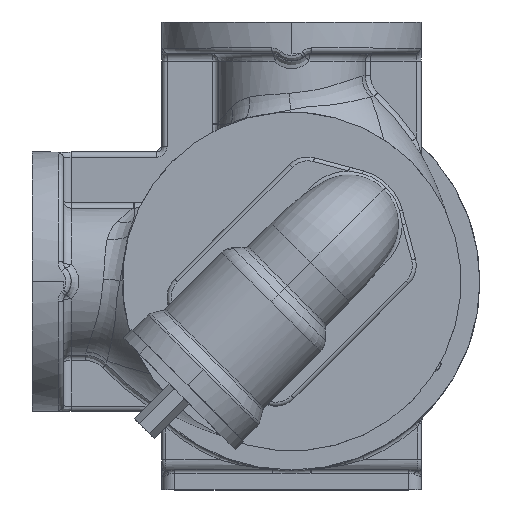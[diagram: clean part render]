
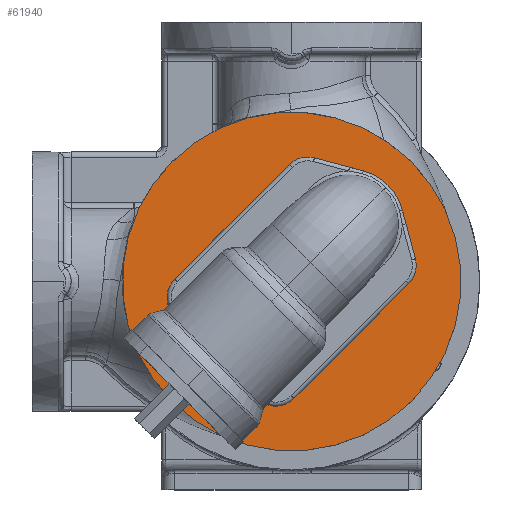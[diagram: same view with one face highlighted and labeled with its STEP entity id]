
A CAD part, top view. The second image highlights one B-rep face of the part: STEP entity #61940.
In plain terms, the highlighted planar face has unit normal (0, 0, 1).
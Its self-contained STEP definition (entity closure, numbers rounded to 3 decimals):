
#14293=CARTESIAN_POINT('',(0.,0.,178.5));
#14294=DIRECTION('',(0.,0.,1.));
#14295=DIRECTION('',(0.707,-0.707,0.));
#14296=AXIS2_PLACEMENT_3D('',#14293,#14294,#14295);
#14795=CARTESIAN_POINT('',(0.,0.,178.5));
#14796=DIRECTION('',(0.,0.,1.));
#14797=DIRECTION('',(-0.707,0.707,0.));
#14798=AXIS2_PLACEMENT_3D('',#14795,#14796,#14797);
#14809=DIRECTION('',(0.966,-0.259,0.));
#14810=VECTOR('',#14809,38.971);
#14811=CARTESIAN_POINT('',(17.447,94.944,178.5));
#14812=LINE('',#14811,#14810);
#14813=CARTESIAN_POINT('',(12.374,76.014,178.5));
#14814=DIRECTION('',(0.,0.,1.));
#14815=DIRECTION('',(0.259,0.966,0.));
#14816=AXIS2_PLACEMENT_3D('',#14813,#14814,#14815);
#14818=DIRECTION('',(0.707,0.707,0.));
#14819=VECTOR('',#14818,125.);
#14820=CARTESIAN_POINT('',(-89.872,1.484,178.5));
#14821=LINE('',#14820,#14819);
#14822=CARTESIAN_POINT('',(-76.014,-12.374,178.5));
#14823=DIRECTION('',(0.,0.,1.));
#14824=DIRECTION('',(-0.707,0.707,0.));
#14825=AXIS2_PLACEMENT_3D('',#14822,#14823,#14824);
#14827=DIRECTION('',(-0.259,0.966,0.));
#14828=VECTOR('',#14827,38.971);
#14829=CARTESIAN_POINT('',(-84.858,-55.09,178.5));
#14830=LINE('',#14829,#14828);
#14831=CARTESIAN_POINT('',(-44.194,-44.194,178.5));
#14832=DIRECTION('',(0.,0.,1.));
#14833=DIRECTION('',(-0.966,-0.259,0.));
#14834=AXIS2_PLACEMENT_3D('',#14831,#14832,#14833);
#14836=DIRECTION('',(-0.966,0.259,0.));
#14837=VECTOR('',#14836,38.971);
#14838=CARTESIAN_POINT('',(-17.447,-94.944,178.5));
#14839=LINE('',#14838,#14837);
#14840=CARTESIAN_POINT('',(-12.374,-76.014,178.5));
#14841=DIRECTION('',(0.,0.,1.));
#14842=DIRECTION('',(-0.259,-0.966,0.));
#14843=AXIS2_PLACEMENT_3D('',#14840,#14841,#14842);
#14845=DIRECTION('',(-0.707,-0.707,0.));
#14846=VECTOR('',#14845,125.);
#14847=CARTESIAN_POINT('',(89.872,-1.484,178.5));
#14848=LINE('',#14847,#14846);
#14849=CARTESIAN_POINT('',(76.014,12.374,178.5));
#14850=DIRECTION('',(0.,0.,1.));
#14851=DIRECTION('',(0.707,-0.707,0.));
#14852=AXIS2_PLACEMENT_3D('',#14849,#14850,#14851);
#14854=DIRECTION('',(0.259,-0.966,0.));
#14855=VECTOR('',#14854,38.971);
#14856=CARTESIAN_POINT('',(84.858,55.09,178.5));
#14857=LINE('',#14856,#14855);
#14858=CARTESIAN_POINT('',(44.194,44.194,178.5));
#14859=DIRECTION('',(0.,0.,1.));
#14860=DIRECTION('',(0.966,0.259,0.));
#14861=AXIS2_PLACEMENT_3D('',#14858,#14859,#14860);
#21647=CARTESIAN_POINT('',(92.277,-92.277,178.5));
#21648=CARTESIAN_POINT('',(-92.277,92.277,178.5));
#21649=VERTEX_POINT('',#21647);
#21650=VERTEX_POINT('',#21648);
#21869=CARTESIAN_POINT('',(17.447,94.944,178.5));
#21870=CARTESIAN_POINT('',(55.09,84.858,178.5));
#21871=VERTEX_POINT('',#21869);
#21872=VERTEX_POINT('',#21870);
#21873=CARTESIAN_POINT('',(-1.484,89.872,178.5));
#21874=VERTEX_POINT('',#21873);
#21875=CARTESIAN_POINT('',(-89.872,1.484,178.5));
#21876=VERTEX_POINT('',#21875);
#21877=CARTESIAN_POINT('',(-94.944,-17.447,178.5));
#21878=VERTEX_POINT('',#21877);
#21879=CARTESIAN_POINT('',(-84.858,-55.09,178.5));
#21880=VERTEX_POINT('',#21879);
#21881=CARTESIAN_POINT('',(-55.09,-84.858,178.5));
#21882=VERTEX_POINT('',#21881);
#21883=CARTESIAN_POINT('',(-17.447,-94.944,178.5));
#21884=VERTEX_POINT('',#21883);
#21885=CARTESIAN_POINT('',(1.484,-89.872,178.5));
#21886=VERTEX_POINT('',#21885);
#21887=CARTESIAN_POINT('',(89.872,-1.484,178.5));
#21888=VERTEX_POINT('',#21887);
#21889=CARTESIAN_POINT('',(94.944,17.447,178.5));
#21890=VERTEX_POINT('',#21889);
#21891=CARTESIAN_POINT('',(84.858,55.09,178.5));
#21892=VERTEX_POINT('',#21891);
#61905=CARTESIAN_POINT('',(0.,0.,178.5));
#61906=DIRECTION('',(0.,0.,-1.));
#61907=DIRECTION('',(-0.707,-0.707,0.));
#61908=AXIS2_PLACEMENT_3D('',#61905,#61906,#61907);
#61909=PLANE('',#61908);
#61910=ORIENTED_EDGE('',*,*,#59820,.F.);
#61911=ORIENTED_EDGE('',*,*,#61897,.F.);
#61912=EDGE_LOOP('',(#61910,#61911));
#61913=FACE_OUTER_BOUND('',#61912,.F.);
#61915=ORIENTED_EDGE('',*,*,#61914,.F.);
#61917=ORIENTED_EDGE('',*,*,#61916,.T.);
#61919=ORIENTED_EDGE('',*,*,#61918,.F.);
#61921=ORIENTED_EDGE('',*,*,#61920,.T.);
#61923=ORIENTED_EDGE('',*,*,#61922,.F.);
#61925=ORIENTED_EDGE('',*,*,#61924,.T.);
#61927=ORIENTED_EDGE('',*,*,#61926,.F.);
#61929=ORIENTED_EDGE('',*,*,#61928,.T.);
#61931=ORIENTED_EDGE('',*,*,#61930,.F.);
#61933=ORIENTED_EDGE('',*,*,#61932,.T.);
#61935=ORIENTED_EDGE('',*,*,#61934,.F.);
#61937=ORIENTED_EDGE('',*,*,#61936,.T.);
#61938=EDGE_LOOP('',(#61915,#61917,#61919,#61921,#61923,#61925,#61927,#61929,
#61931,#61933,#61935,#61937));
#61939=FACE_BOUND('',#61938,.F.);
#61940=ADVANCED_FACE('',(#61913,#61939),#61909,.F.);
#14297=CIRCLE('',#14296,130.5);
#14799=CIRCLE('',#14798,130.5);
#14817=CIRCLE('',#14816,19.598);
#14826=CIRCLE('',#14825,19.598);
#14835=CIRCLE('',#14834,42.098);
#14844=CIRCLE('',#14843,19.598);
#14853=CIRCLE('',#14852,19.598);
#14862=CIRCLE('',#14861,42.098);
#59820=EDGE_CURVE('',#21649,#21650,#14297,.T.);
#61897=EDGE_CURVE('',#21650,#21649,#14799,.T.);
#61914=EDGE_CURVE('',#21871,#21872,#14812,.T.);
#61916=EDGE_CURVE('',#21871,#21874,#14817,.T.);
#61918=EDGE_CURVE('',#21876,#21874,#14821,.T.);
#61920=EDGE_CURVE('',#21876,#21878,#14826,.T.);
#61922=EDGE_CURVE('',#21880,#21878,#14830,.T.);
#61924=EDGE_CURVE('',#21880,#21882,#14835,.T.);
#61926=EDGE_CURVE('',#21884,#21882,#14839,.T.);
#61928=EDGE_CURVE('',#21884,#21886,#14844,.T.);
#61930=EDGE_CURVE('',#21888,#21886,#14848,.T.);
#61932=EDGE_CURVE('',#21888,#21890,#14853,.T.);
#61934=EDGE_CURVE('',#21892,#21890,#14857,.T.);
#61936=EDGE_CURVE('',#21892,#21872,#14862,.T.);
